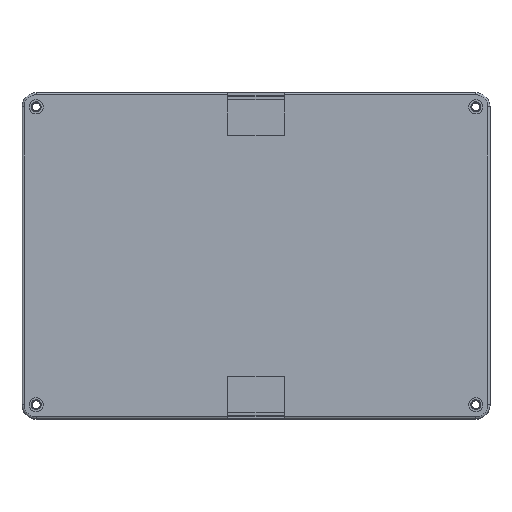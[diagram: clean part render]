
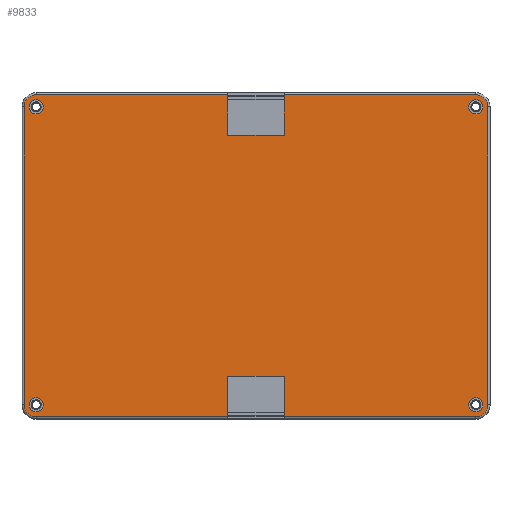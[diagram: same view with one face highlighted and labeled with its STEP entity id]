
A CAD part, top view. The second image highlights one B-rep face of the part: STEP entity #9833.
In plain terms, the highlighted planar face has unit normal (0, 0, 1).
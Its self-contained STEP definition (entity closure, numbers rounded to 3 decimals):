
#8273=CARTESIAN_POINT('',(-155.,-105.,20.));
#8274=DIRECTION('',(0.,0.,-1.));
#8275=DIRECTION('',(-1.,0.,0.));
#8276=AXIS2_PLACEMENT_3D('',#8273,#8274,#8275);
#8281=CARTESIAN_POINT('',(-155.,-105.,20.));
#8282=DIRECTION('',(0.,0.,-1.));
#8283=DIRECTION('',(1.,0.,0.));
#8284=AXIS2_PLACEMENT_3D('',#8281,#8282,#8283);
#8289=CARTESIAN_POINT('',(-155.,105.,20.));
#8290=DIRECTION('',(0.,0.,-1.));
#8291=DIRECTION('',(-1.,0.,0.));
#8292=AXIS2_PLACEMENT_3D('',#8289,#8290,#8291);
#8297=CARTESIAN_POINT('',(-155.,105.,20.));
#8298=DIRECTION('',(0.,0.,-1.));
#8299=DIRECTION('',(1.,0.,0.));
#8300=AXIS2_PLACEMENT_3D('',#8297,#8298,#8299);
#8305=CARTESIAN_POINT('',(155.,105.,20.));
#8306=DIRECTION('',(0.,0.,-1.));
#8307=DIRECTION('',(-1.,0.,0.));
#8308=AXIS2_PLACEMENT_3D('',#8305,#8306,#8307);
#8313=CARTESIAN_POINT('',(155.,105.,20.));
#8314=DIRECTION('',(0.,0.,-1.));
#8315=DIRECTION('',(1.,0.,0.));
#8316=AXIS2_PLACEMENT_3D('',#8313,#8314,#8315);
#8321=CARTESIAN_POINT('',(155.,-105.,20.));
#8322=DIRECTION('',(0.,0.,-1.));
#8323=DIRECTION('',(-1.,0.,0.));
#8324=AXIS2_PLACEMENT_3D('',#8321,#8322,#8323);
#8329=CARTESIAN_POINT('',(155.,-105.,20.));
#8330=DIRECTION('',(0.,0.,-1.));
#8331=DIRECTION('',(1.,0.,0.));
#8332=AXIS2_PLACEMENT_3D('',#8329,#8330,#8331);
#8337=DIRECTION('',(0.,1.,0.));
#8338=VECTOR('',#8337,28.5);
#8339=CARTESIAN_POINT('',(-20.,-113.5,20.));
#8340=LINE('',#8339,#8338);
#8344=DIRECTION('',(0.,-1.,0.));
#8345=VECTOR('',#8344,28.5);
#8346=CARTESIAN_POINT('',(-20.,113.5,20.));
#8347=LINE('',#8346,#8345);
#8351=DIRECTION('',(1.,0.,0.));
#8352=VECTOR('',#8351,40.);
#8353=CARTESIAN_POINT('',(-20.,85.,20.));
#8354=LINE('',#8353,#8352);
#8358=DIRECTION('',(0.,-1.,0.));
#8359=VECTOR('',#8358,28.5);
#8360=CARTESIAN_POINT('',(20.,113.5,20.));
#8361=LINE('',#8360,#8359);
#8365=DIRECTION('',(0.,1.,0.));
#8366=VECTOR('',#8365,28.5);
#8367=CARTESIAN_POINT('',(20.,-113.5,20.));
#8368=LINE('',#8367,#8366);
#8372=DIRECTION('',(-1.,0.,0.));
#8373=VECTOR('',#8372,40.);
#8374=CARTESIAN_POINT('',(20.,-85.,20.));
#8375=LINE('',#8374,#8373);
#8609=CARTESIAN_POINT('',(-155.,-105.,20.));
#8610=DIRECTION('',(0.,0.,1.));
#8611=DIRECTION('',(-1.,0.,0.));
#8612=AXIS2_PLACEMENT_3D('',#8609,#8610,#8611);
#8648=DIRECTION('',(1.,0.,0.));
#8649=VECTOR('',#8648,135.);
#8650=CARTESIAN_POINT('',(-155.,-113.5,20.));
#8651=LINE('',#8650,#8649);
#8655=DIRECTION('',(1.,0.,0.));
#8656=VECTOR('',#8655,135.);
#8657=CARTESIAN_POINT('',(20.,-113.5,20.));
#8658=LINE('',#8657,#8656);
#9041=DIRECTION('',(-1.,0.,0.));
#9042=VECTOR('',#9041,135.);
#9043=CARTESIAN_POINT('',(-20.,113.5,20.));
#9044=LINE('',#9043,#9042);
#9070=DIRECTION('',(-1.,0.,0.));
#9071=VECTOR('',#9070,135.);
#9072=CARTESIAN_POINT('',(155.,113.5,20.));
#9073=LINE('',#9072,#9071);
#9077=CARTESIAN_POINT('',(-155.,105.,20.));
#9078=DIRECTION('',(0.,0.,1.));
#9079=DIRECTION('',(0.,1.,0.));
#9080=AXIS2_PLACEMENT_3D('',#9077,#9078,#9079);
#9101=DIRECTION('',(0.,-1.,0.));
#9102=VECTOR('',#9101,210.);
#9103=CARTESIAN_POINT('',(-163.5,105.,20.));
#9104=LINE('',#9103,#9102);
#9137=CARTESIAN_POINT('',(155.,105.,20.));
#9138=DIRECTION('',(0.,0.,1.));
#9139=DIRECTION('',(1.,0.,0.));
#9140=AXIS2_PLACEMENT_3D('',#9137,#9138,#9139);
#9175=DIRECTION('',(0.,1.,0.));
#9176=VECTOR('',#9175,210.);
#9177=CARTESIAN_POINT('',(163.5,-105.,20.));
#9178=LINE('',#9177,#9176);
#9197=CARTESIAN_POINT('',(155.,-105.,20.));
#9198=DIRECTION('',(0.,0.,1.));
#9199=DIRECTION('',(0.,-1.,0.));
#9200=AXIS2_PLACEMENT_3D('',#9197,#9198,#9199);
#9452=CARTESIAN_POINT('',(-160.,-105.,20.));
#9453=CARTESIAN_POINT('',(-150.,-105.,20.));
#9454=VERTEX_POINT('',#9452);
#9455=VERTEX_POINT('',#9453);
#9460=CARTESIAN_POINT('',(-160.,105.,20.));
#9461=CARTESIAN_POINT('',(-150.,105.,20.));
#9462=VERTEX_POINT('',#9460);
#9463=VERTEX_POINT('',#9461);
#9468=CARTESIAN_POINT('',(150.,105.,20.));
#9469=CARTESIAN_POINT('',(160.,105.,20.));
#9470=VERTEX_POINT('',#9468);
#9471=VERTEX_POINT('',#9469);
#9476=CARTESIAN_POINT('',(150.,-105.,20.));
#9477=CARTESIAN_POINT('',(160.,-105.,20.));
#9478=VERTEX_POINT('',#9476);
#9479=VERTEX_POINT('',#9477);
#9512=CARTESIAN_POINT('',(155.,-113.5,20.));
#9513=CARTESIAN_POINT('',(163.5,-105.,20.));
#9514=VERTEX_POINT('',#9512);
#9515=VERTEX_POINT('',#9513);
#9520=CARTESIAN_POINT('',(163.5,105.,20.));
#9521=VERTEX_POINT('',#9520);
#9524=CARTESIAN_POINT('',(155.,113.5,20.));
#9525=VERTEX_POINT('',#9524);
#9528=CARTESIAN_POINT('',(-155.,113.5,20.));
#9529=CARTESIAN_POINT('',(-163.5,105.,20.));
#9530=VERTEX_POINT('',#9528);
#9531=VERTEX_POINT('',#9529);
#9536=CARTESIAN_POINT('',(-163.5,-105.,20.));
#9537=VERTEX_POINT('',#9536);
#9540=CARTESIAN_POINT('',(-155.,-113.5,20.));
#9541=VERTEX_POINT('',#9540);
#9560=CARTESIAN_POINT('',(-20.,-113.5,20.));
#9561=CARTESIAN_POINT('',(-20.,-85.,20.));
#9562=VERTEX_POINT('',#9560);
#9563=VERTEX_POINT('',#9561);
#9564=CARTESIAN_POINT('',(20.,-113.5,20.));
#9565=CARTESIAN_POINT('',(20.,-85.,20.));
#9566=VERTEX_POINT('',#9564);
#9567=VERTEX_POINT('',#9565);
#9568=CARTESIAN_POINT('',(-20.,113.5,20.));
#9569=CARTESIAN_POINT('',(-20.,85.,20.));
#9570=VERTEX_POINT('',#9568);
#9571=VERTEX_POINT('',#9569);
#9572=CARTESIAN_POINT('',(20.,85.,20.));
#9573=VERTEX_POINT('',#9572);
#9574=CARTESIAN_POINT('',(20.,113.5,20.));
#9575=VERTEX_POINT('',#9574);
#9771=CARTESIAN_POINT('',(0.,0.,20.));
#9772=DIRECTION('',(0.,0.,1.));
#9773=DIRECTION('',(-1.,0.,0.));
#9774=AXIS2_PLACEMENT_3D('',#9771,#9772,#9773);
#9775=PLANE('',#9774);
#9777=ORIENTED_EDGE('',*,*,#9776,.F.);
#9779=ORIENTED_EDGE('',*,*,#9778,.F.);
#9781=ORIENTED_EDGE('',*,*,#9780,.F.);
#9783=ORIENTED_EDGE('',*,*,#9782,.F.);
#9785=ORIENTED_EDGE('',*,*,#9784,.F.);
#9787=ORIENTED_EDGE('',*,*,#9786,.F.);
#9789=ORIENTED_EDGE('',*,*,#9788,.T.);
#9791=ORIENTED_EDGE('',*,*,#9790,.T.);
#9793=ORIENTED_EDGE('',*,*,#9792,.F.);
#9795=ORIENTED_EDGE('',*,*,#9794,.F.);
#9797=ORIENTED_EDGE('',*,*,#9796,.F.);
#9799=ORIENTED_EDGE('',*,*,#9798,.F.);
#9801=ORIENTED_EDGE('',*,*,#9800,.F.);
#9803=ORIENTED_EDGE('',*,*,#9802,.F.);
#9805=ORIENTED_EDGE('',*,*,#9804,.T.);
#9807=ORIENTED_EDGE('',*,*,#9806,.T.);
#9808=EDGE_LOOP('',(#9777,#9779,#9781,#9783,#9785,#9787,#9789,#9791,#9793,#9795,
#9797,#9799,#9801,#9803,#9805,#9807));
#9809=FACE_OUTER_BOUND('',#9808,.F.);
#9811=ORIENTED_EDGE('',*,*,#9810,.F.);
#9813=ORIENTED_EDGE('',*,*,#9812,.F.);
#9814=EDGE_LOOP('',(#9811,#9813));
#9815=FACE_BOUND('',#9814,.F.);
#9817=ORIENTED_EDGE('',*,*,#9816,.F.);
#9819=ORIENTED_EDGE('',*,*,#9818,.F.);
#9820=EDGE_LOOP('',(#9817,#9819));
#9821=FACE_BOUND('',#9820,.F.);
#9822=ORIENTED_EDGE('',*,*,#9761,.F.);
#9824=ORIENTED_EDGE('',*,*,#9823,.F.);
#9825=EDGE_LOOP('',(#9822,#9824));
#9826=FACE_BOUND('',#9825,.F.);
#9828=ORIENTED_EDGE('',*,*,#9827,.F.);
#9830=ORIENTED_EDGE('',*,*,#9829,.F.);
#9831=EDGE_LOOP('',(#9828,#9830));
#9832=FACE_BOUND('',#9831,.F.);
#9833=ADVANCED_FACE('',(#9809,#9815,#9821,#9826,#9832),#9775,.T.);
#8277=CIRCLE('',#8276,5.);
#8285=CIRCLE('',#8284,5.);
#8293=CIRCLE('',#8292,5.);
#8301=CIRCLE('',#8300,5.);
#8309=CIRCLE('',#8308,5.);
#8317=CIRCLE('',#8316,5.);
#8325=CIRCLE('',#8324,5.);
#8333=CIRCLE('',#8332,5.);
#8613=CIRCLE('',#8612,8.5);
#9081=CIRCLE('',#9080,8.5);
#9141=CIRCLE('',#9140,8.5);
#9201=CIRCLE('',#9200,8.5);
#9761=EDGE_CURVE('',#9470,#9471,#8309,.T.);
#9776=EDGE_CURVE('',#9562,#9563,#8340,.T.);
#9778=EDGE_CURVE('',#9541,#9562,#8651,.T.);
#9780=EDGE_CURVE('',#9537,#9541,#8613,.T.);
#9782=EDGE_CURVE('',#9531,#9537,#9104,.T.);
#9784=EDGE_CURVE('',#9530,#9531,#9081,.T.);
#9786=EDGE_CURVE('',#9570,#9530,#9044,.T.);
#9788=EDGE_CURVE('',#9570,#9571,#8347,.T.);
#9790=EDGE_CURVE('',#9571,#9573,#8354,.T.);
#9792=EDGE_CURVE('',#9575,#9573,#8361,.T.);
#9794=EDGE_CURVE('',#9525,#9575,#9073,.T.);
#9796=EDGE_CURVE('',#9521,#9525,#9141,.T.);
#9798=EDGE_CURVE('',#9515,#9521,#9178,.T.);
#9800=EDGE_CURVE('',#9514,#9515,#9201,.T.);
#9802=EDGE_CURVE('',#9566,#9514,#8658,.T.);
#9804=EDGE_CURVE('',#9566,#9567,#8368,.T.);
#9806=EDGE_CURVE('',#9567,#9563,#8375,.T.);
#9810=EDGE_CURVE('',#9454,#9455,#8277,.T.);
#9812=EDGE_CURVE('',#9455,#9454,#8285,.T.);
#9816=EDGE_CURVE('',#9462,#9463,#8293,.T.);
#9818=EDGE_CURVE('',#9463,#9462,#8301,.T.);
#9823=EDGE_CURVE('',#9471,#9470,#8317,.T.);
#9827=EDGE_CURVE('',#9478,#9479,#8325,.T.);
#9829=EDGE_CURVE('',#9479,#9478,#8333,.T.);
